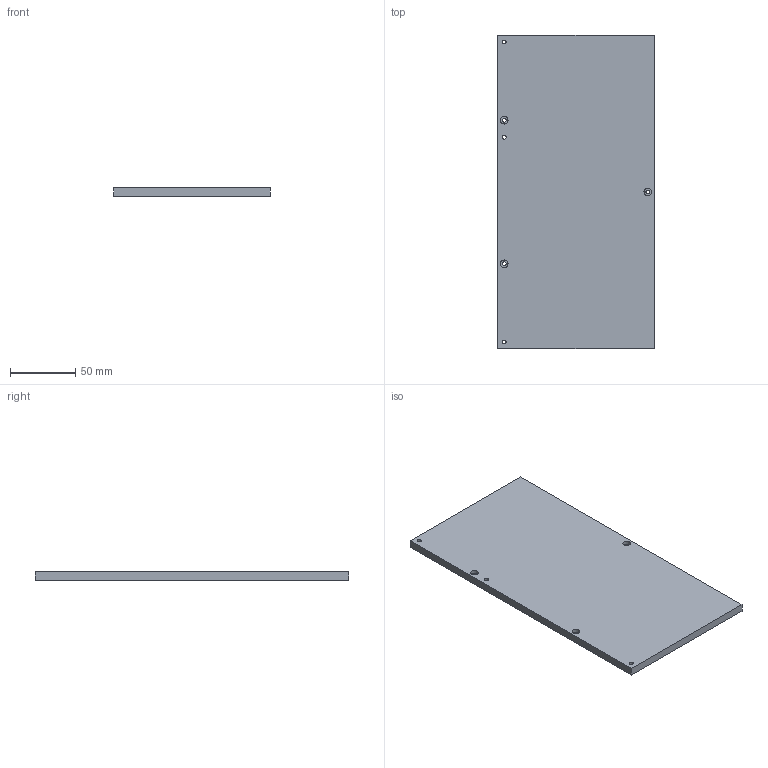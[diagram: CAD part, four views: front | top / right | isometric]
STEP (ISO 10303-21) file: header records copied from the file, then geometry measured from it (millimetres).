
FILE_DESCRIPTION(/* description */ (''),/* implementation_level */ '2;1');
FILE_NAME(/* name */ 'Dragon_Bed_Rectangular.step',/* time_stamp */ '2022-04-20T19:13:05-07:00',/* author */ (''),/* organization */ (''),/* preprocessor_version */ 'ST-DEVELOPER v18.1',/* originating_system */ 'Autodesk Translation Framework v10.14.0.1471',/* authorisation */ '');
FILE_SCHEMA (('AUTOMOTIVE_DESIGN { 1 0 10303 214 3 1 1 }'));
Length unit declared in the file: millimetre
Products named in the file (1): Dragon_Bed
Bounding box: 120 x 240 x 6.15 mm (x, y, z)
Volume: 176685 mm3; surface area: 62370.1 mm2
Topology: 1 solids, 1 shells, 18 faces, 39 edges, 26 vertices
Faces by surface type: cylinder 9, plane 9
Full cylindrical faces by diameter (mm): 3 x6, 5.8 x3
Entity records: 565 total; most frequent: DIRECTION 95, CARTESIAN_POINT 84, ORIENTED_EDGE 78, EDGE_CURVE 39, AXIS2_PLACEMENT_3D 37, EDGE_LOOP 33, VERTEX_POINT 26, LINE 21
